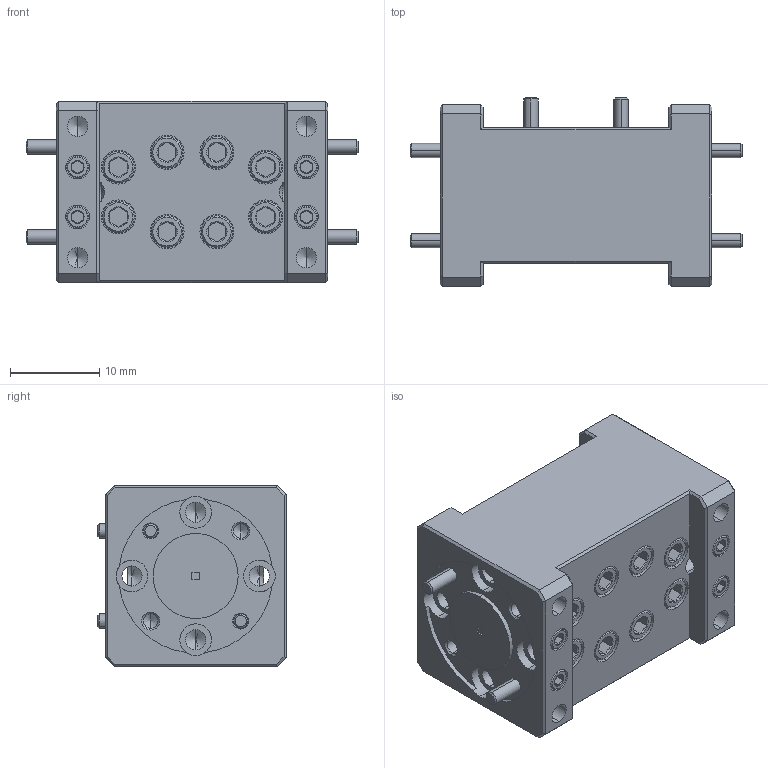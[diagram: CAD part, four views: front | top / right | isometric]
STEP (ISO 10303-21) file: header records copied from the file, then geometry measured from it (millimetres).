
FILE_DESCRIPTION (( 'STEP AP203' ), '1' );
FILE_NAME ('SAT-F03-03403-S1.STEP', '2024-02-07T18:10:38', ( '' ), ( '' ), 'SwSTEP 2.0', 'SolidWorks 2021', '' );
FILE_SCHEMA (( 'CONFIG_CONTROL_DESIGN' ));
Length unit declared in the file: inch
Products named in the file (1): SAT-F03-03403-S1
Bounding box: 37.21 x 21.15 x 20.32 mm (x, y, z)
Volume: 9591.2 mm3; surface area: 5371.4 mm2
Topology: 19 solids, 19 shells, 681 faces, 1474 edges, 836 vertices
Faces by surface type: cone 244, plane 239, cylinder 198
Entity records: 18211 total; most frequent: CARTESIAN_POINT 3440, DIRECTION 3294, ORIENTED_EDGE 2820, EDGE_CURVE 1410, AXIS2_PLACEMENT_3D 1290, VERTEX_POINT 836, EDGE_LOOP 758, LINE 714
